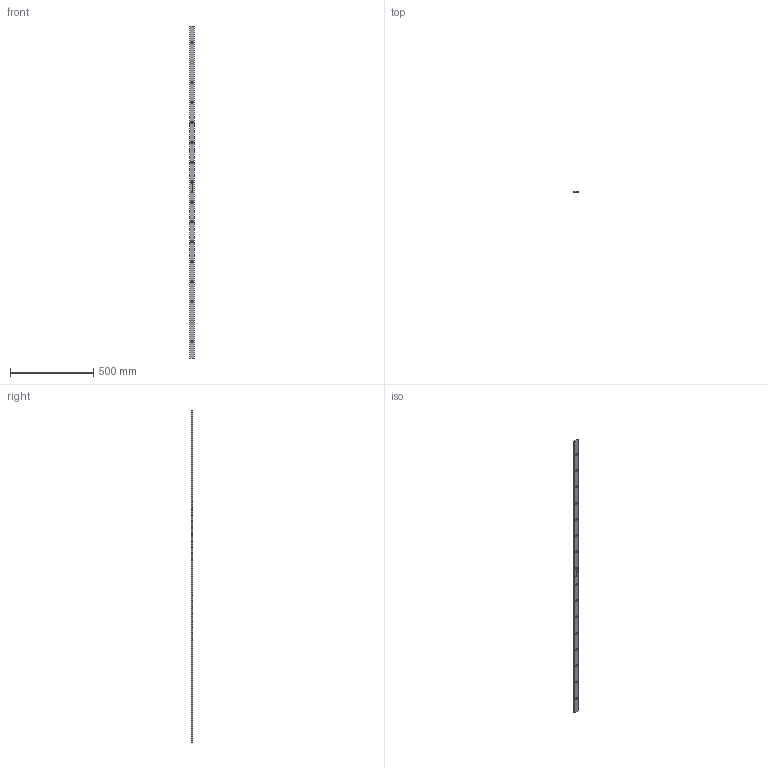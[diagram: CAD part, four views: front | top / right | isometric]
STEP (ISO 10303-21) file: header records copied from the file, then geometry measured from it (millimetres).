
FILE_DESCRIPTION (( 'STEP AP203' ), '1' );
FILE_NAME ('1459-8.step', '2022-07-04T07:47:40', ( '' ), ( '' ), 'SwSTEP 2.0', 'SolidWorks 2018', '' );
FILE_SCHEMA (( 'CONFIG_CONTROL_DESIGN' ));
Length unit declared in the file: millimetre
Products named in the file (1): 1459-8
Bounding box: 30 x 8 x 2000 mm (x, y, z)
Volume: 463009.5 mm3; surface area: 153470.5 mm2
Topology: 1 solids, 1 shells, 254 faces, 690 edges, 460 vertices
Faces by surface type: plane 136, bspline 102, cylinder 16
Full cylindrical faces by diameter (mm): 13 x16
Entity records: 12555 total; most frequent: CARTESIAN_POINT 6731, ORIENTED_EDGE 1348, DIRECTION 808, EDGE_CURVE 674, VERTEX_POINT 460, LINE 438, VECTOR 438, EDGE_LOOP 324
